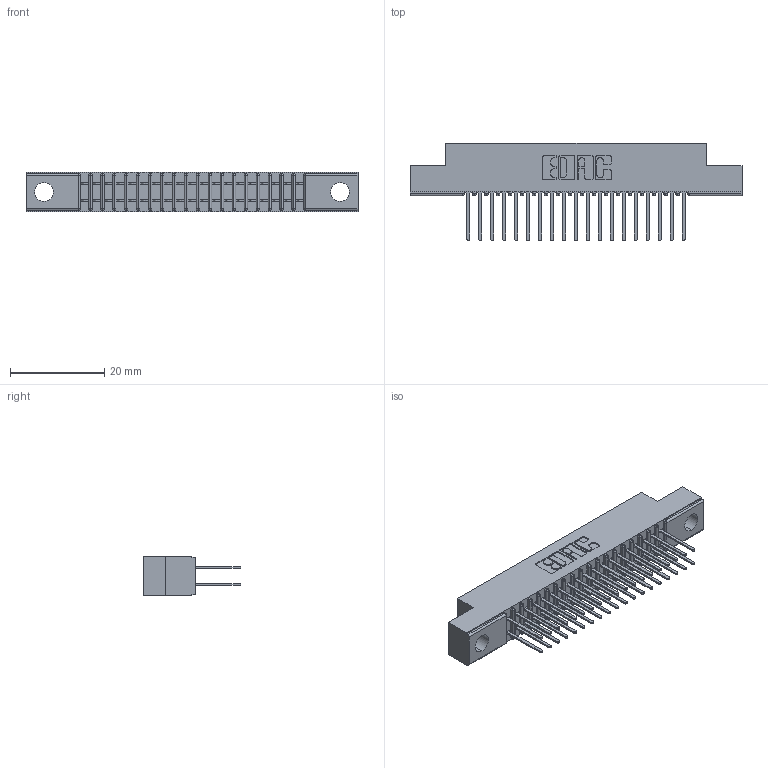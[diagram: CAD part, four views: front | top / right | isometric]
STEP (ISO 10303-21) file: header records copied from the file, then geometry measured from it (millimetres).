
FILE_DESCRIPTION (( 'STEP AP203' ), '1' );
FILE_NAME ('341-038-522-204.STEP', '2018-08-06T23:32:12', ( '' ), ( '' ), 'SwSTEP 2.0', 'SolidWorks 2016', '' );
FILE_SCHEMA (( 'CONFIG_CONTROL_DESIGN' ));
Length unit declared in the file: inch
Products named in the file (3): 341-292-001_341-292-122; 341-038-522-204; 341 Part_.156 (3.96) Dia Mounting Holes
Assembly tree (39 placements, depth 2):
  341-038-522-204
    341 Part_.156 (3.96) Dia Mounting Holes
    341-292-001_341-292-122  x38
Bounding box: 70.48 x 20.62 x 8.38 mm (x, y, z)
Volume: 3967.1 mm3; surface area: 8321.1 mm2
Topology: 39 solids, 39 shells, 2638 faces, 7629 edges, 4942 vertices
Faces by surface type: plane 1602, cylinder 960, sphere 40, torus 36
Entity records: 26476 total; most frequent: CARTESIAN_POINT 4407, ORIENTED_EDGE 4374, DIRECTION 4285, EDGE_CURVE 2187, VECTOR 1749, LINE 1749, VERTEX_POINT 1390, AXIS2_PLACEMENT_3D 1268
